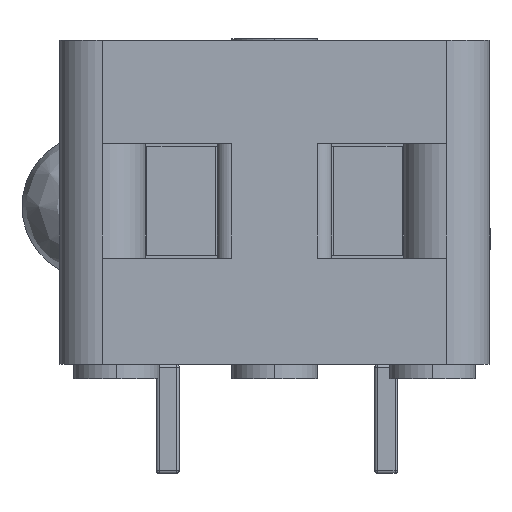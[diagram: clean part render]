
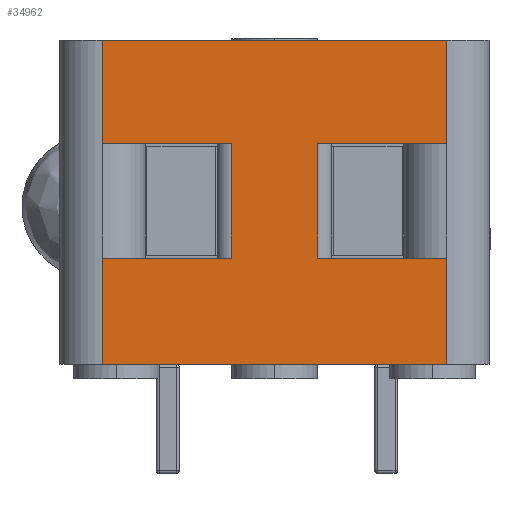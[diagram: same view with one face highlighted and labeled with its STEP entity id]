
A CAD part, left-side view. The second image highlights one B-rep face of the part: STEP entity #34962.
In plain terms, the highlighted planar face has unit normal (-1, 0, 0).
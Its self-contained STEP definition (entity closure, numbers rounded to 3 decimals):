
#440 = ORIENTED_EDGE ( 'NONE', *, *, #28815, .F. ) ;
#563 = EDGE_CURVE ( 'NONE', #13480, #22633, #26581, .T. ) ;
#638 = DIRECTION ( 'NONE',  ( 0., 0., 1. ) ) ;
#1138 = LINE ( 'NONE', #34273, #34435 ) ;
#1489 = EDGE_CURVE ( 'NONE', #32565, #22633, #7070, .T. ) ;
#1966 = LINE ( 'NONE', #15367, #8352 ) ;
#2357 = VECTOR ( 'NONE', #8997, 1000. ) ;
#2937 = VECTOR ( 'NONE', #39121, 1000. ) ;
#3492 = VERTEX_POINT ( 'NONE', #13449 ) ;
#3614 = CARTESIAN_POINT ( 'NONE',  ( 0., 9., 7.7 ) ) ;
#3888 = VECTOR ( 'NONE', #20343, 1000. ) ;
#3907 = ORIENTED_EDGE ( 'NONE', *, *, #4298, .F. ) ;
#3975 = DIRECTION ( 'NONE',  ( 1., 0., 0. ) ) ;
#4298 = EDGE_CURVE ( 'NONE', #40844, #12524, #1138, .T. ) ;
#4879 = ORIENTED_EDGE ( 'NONE', *, *, #22848, .F. ) ;
#5457 = LINE ( 'NONE', #9595, #41108 ) ;
#6310 = DIRECTION ( 'NONE',  ( 0., -1., 0. ) ) ;
#6390 = CARTESIAN_POINT ( 'NONE',  ( 0., 13.5, 0. ) ) ;
#6637 = DIRECTION ( 'NONE',  ( 0., 0., -1. ) ) ;
#6783 = LINE ( 'NONE', #20231, #32809 ) ;
#7070 = LINE ( 'NONE', #30379, #43194 ) ;
#7475 = EDGE_CURVE ( 'NONE', #12524, #9637, #24400, .T. ) ;
#7809 = DIRECTION ( 'NONE',  ( 0., 0., 1. ) ) ;
#7910 = DIRECTION ( 'NONE',  ( 0., 0., -1. ) ) ;
#7972 = EDGE_LOOP ( 'NONE', ( #12163, #36737, #32585, #22192, #38018, #4879, #440, #28835, #12392, #27346, #31863, #3907 ) ) ;
#8352 = VECTOR ( 'NONE', #28779, 1000. ) ;
#8560 = EDGE_CURVE ( 'NONE', #3492, #35716, #31092, .T. ) ;
#8997 = DIRECTION ( 'NONE',  ( 0., -1., 0. ) ) ;
#9061 = EDGE_CURVE ( 'NONE', #9637, #3492, #33598, .T. ) ;
#9522 = CARTESIAN_POINT ( 'NONE',  ( 0., 1.5, 3.7 ) ) ;
#9595 = CARTESIAN_POINT ( 'NONE',  ( 0., 0., 11.3 ) ) ;
#9637 = VERTEX_POINT ( 'NONE', #3614 ) ;
#10985 = DIRECTION ( 'NONE',  ( 0., 1., 0. ) ) ;
#11223 = DIRECTION ( 'NONE',  ( 0., 0., -1. ) ) ;
#11353 = CARTESIAN_POINT ( 'NONE',  ( 0., 1.5, 7.7 ) ) ;
#11390 = FACE_OUTER_BOUND ( 'NONE', #7972, .T. ) ;
#11657 = LINE ( 'NONE', #24472, #35676 ) ;
#12163 = ORIENTED_EDGE ( 'NONE', *, *, #36952, .F. ) ;
#12392 = ORIENTED_EDGE ( 'NONE', *, *, #8560, .F. ) ;
#12524 = VERTEX_POINT ( 'NONE', #42780 ) ;
#13449 = CARTESIAN_POINT ( 'NONE',  ( 0., 13.5, 7.7 ) ) ;
#13480 = VERTEX_POINT ( 'NONE', #6390 ) ;
#14385 = CARTESIAN_POINT ( 'NONE',  ( 0., 13.5, 0. ) ) ;
#15130 = CARTESIAN_POINT ( 'NONE',  ( 0., 6., 3.7 ) ) ;
#15367 = CARTESIAN_POINT ( 'NONE',  ( 0., 6., 0. ) ) ;
#16487 = EDGE_CURVE ( 'NONE', #30958, #20042, #1966, .T. ) ;
#16570 = CARTESIAN_POINT ( 'NONE',  ( 0., 1.5, 11.3 ) ) ;
#17133 = VERTEX_POINT ( 'NONE', #16570 ) ;
#19200 = CARTESIAN_POINT ( 'NONE',  ( 0., 13.5, 3.7 ) ) ;
#19387 = LINE ( 'NONE', #25767, #2937 ) ;
#20042 = VERTEX_POINT ( 'NONE', #15130 ) ;
#20231 = CARTESIAN_POINT ( 'NONE',  ( 0., 0., 3.7 ) ) ;
#20343 = DIRECTION ( 'NONE',  ( 0., 1., 0. ) ) ;
#20681 = EDGE_CURVE ( 'NONE', #35716, #17133, #5457, .T. ) ;
#20928 = PLANE ( 'NONE',  #37111 ) ;
#22192 = ORIENTED_EDGE ( 'NONE', *, *, #34239, .F. ) ;
#22493 = VECTOR ( 'NONE', #10985, 1000. ) ;
#22633 = VERTEX_POINT ( 'NONE', #41839 ) ;
#22848 = EDGE_CURVE ( 'NONE', #34367, #30958, #37155, .T. ) ;
#24400 = LINE ( 'NONE', #37711, #40451 ) ;
#24472 = CARTESIAN_POINT ( 'NONE',  ( 0., 1.5, 0. ) ) ;
#25566 = CARTESIAN_POINT ( 'NONE',  ( 0., 6., 7.7 ) ) ;
#25767 = CARTESIAN_POINT ( 'NONE',  ( 0., 13.5, 0. ) ) ;
#26581 = LINE ( 'NONE', #32254, #2357 ) ;
#27346 = ORIENTED_EDGE ( 'NONE', *, *, #9061, .F. ) ;
#28779 = DIRECTION ( 'NONE',  ( 0., 0., -1. ) ) ;
#28815 = EDGE_CURVE ( 'NONE', #17133, #34367, #11657, .T. ) ;
#28835 = ORIENTED_EDGE ( 'NONE', *, *, #20681, .F. ) ;
#29400 = VECTOR ( 'NONE', #7809, 1000. ) ;
#30379 = CARTESIAN_POINT ( 'NONE',  ( 0., 1.5, 0. ) ) ;
#30958 = VERTEX_POINT ( 'NONE', #25566 ) ;
#31092 = LINE ( 'NONE', #14385, #29400 ) ;
#31863 = ORIENTED_EDGE ( 'NONE', *, *, #7475, .F. ) ;
#32254 = CARTESIAN_POINT ( 'NONE',  ( 0., 0., 0. ) ) ;
#32565 = VERTEX_POINT ( 'NONE', #9522 ) ;
#32585 = ORIENTED_EDGE ( 'NONE', *, *, #1489, .F. ) ;
#32809 = VECTOR ( 'NONE', #33540, 1000. ) ;
#33540 = DIRECTION ( 'NONE',  ( 0., -1., 0. ) ) ;
#33598 = LINE ( 'NONE', #34246, #22493 ) ;
#33840 = DIRECTION ( 'NONE',  ( 0., -1., 0. ) ) ;
#34239 = EDGE_CURVE ( 'NONE', #20042, #32565, #6783, .T. ) ;
#34246 = CARTESIAN_POINT ( 'NONE',  ( 0., 0., 7.7 ) ) ;
#34273 = CARTESIAN_POINT ( 'NONE',  ( 0., 0., 3.7 ) ) ;
#34367 = VERTEX_POINT ( 'NONE', #11353 ) ;
#34435 = VECTOR ( 'NONE', #33840, 1000. ) ;
#34962 = ADVANCED_FACE ( 'NONE', ( #11390 ), #20928, .F. ) ;
#35676 = VECTOR ( 'NONE', #11223, 1000. ) ;
#35716 = VERTEX_POINT ( 'NONE', #42889 ) ;
#36521 = CARTESIAN_POINT ( 'NONE',  ( 0., 0., 7.7 ) ) ;
#36737 = ORIENTED_EDGE ( 'NONE', *, *, #563, .T. ) ;
#36952 = EDGE_CURVE ( 'NONE', #13480, #40844, #19387, .T. ) ;
#37111 = AXIS2_PLACEMENT_3D ( 'NONE', #37940, #3975, #7910 ) ;
#37155 = LINE ( 'NONE', #36521, #3888 ) ;
#37711 = CARTESIAN_POINT ( 'NONE',  ( 0., 9., 0. ) ) ;
#37940 = CARTESIAN_POINT ( 'NONE',  ( 0., 0., 0. ) ) ;
#38018 = ORIENTED_EDGE ( 'NONE', *, *, #16487, .F. ) ;
#39121 = DIRECTION ( 'NONE',  ( 0., 0., 1. ) ) ;
#40451 = VECTOR ( 'NONE', #638, 1000. ) ;
#40844 = VERTEX_POINT ( 'NONE', #19200 ) ;
#41108 = VECTOR ( 'NONE', #6310, 1000. ) ;
#41839 = CARTESIAN_POINT ( 'NONE',  ( 0., 1.5, 0. ) ) ;
#42780 = CARTESIAN_POINT ( 'NONE',  ( 0., 9., 3.7 ) ) ;
#42889 = CARTESIAN_POINT ( 'NONE',  ( 0., 13.5, 11.3 ) ) ;
#43194 = VECTOR ( 'NONE', #6637, 1000. ) ;
